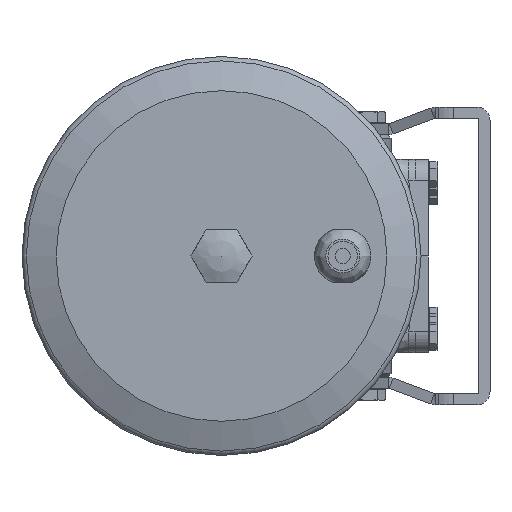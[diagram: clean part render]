
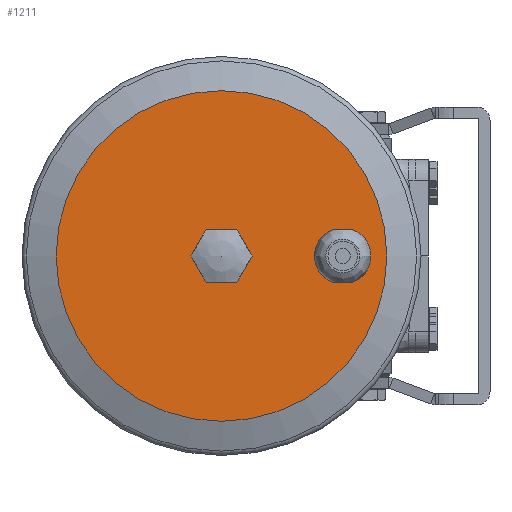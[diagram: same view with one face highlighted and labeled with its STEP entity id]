
A CAD part, left-side view. The second image highlights one B-rep face of the part: STEP entity #1211.
In plain terms, the highlighted planar face has unit normal (-1, 0, 0).
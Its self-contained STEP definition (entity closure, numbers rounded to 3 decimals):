
#1211 = ADVANCED_FACE( '', ( #3331, #3332, #3333 ), #3334, .T. );
#3331 = FACE_BOUND( '', #7425, .T. );
#3332 = FACE_OUTER_BOUND( '', #7426, .T. );
#3333 = FACE_BOUND( '', #7427, .T. );
#3334 = PLANE( '', #7428 );
#7425 = EDGE_LOOP( '', ( #19876, #19877, #19878, #19879 ) );
#7426 = EDGE_LOOP( '', ( #19880 ) );
#7427 = EDGE_LOOP( '', ( #19881, #19882, #19883, #19884, #19885, #19886 ) );
#7428 = AXIS2_PLACEMENT_3D( '', #19887, #19888, #19889 );
#19876 = ORIENTED_EDGE( '', *, *, #27117, .F. );
#19877 = ORIENTED_EDGE( '', *, *, #27041, .F. );
#19878 = ORIENTED_EDGE( '', *, *, #26926, .F. );
#19879 = ORIENTED_EDGE( '', *, *, #27118, .T. );
#19880 = ORIENTED_EDGE( '', *, *, #27119, .T. );
#19881 = ORIENTED_EDGE( '', *, *, #27120, .T. );
#19882 = ORIENTED_EDGE( '', *, *, #27121, .T. );
#19883 = ORIENTED_EDGE( '', *, *, #27122, .T. );
#19884 = ORIENTED_EDGE( '', *, *, #27123, .T. );
#19885 = ORIENTED_EDGE( '', *, *, #27124, .T. );
#19886 = ORIENTED_EDGE( '', *, *, #27125, .T. );
#19887 = CARTESIAN_POINT( '', ( -522.5, -53.2, 0. ) );
#19888 = DIRECTION( '', ( -1., 0., 0. ) );
#19889 = DIRECTION( '', ( 0., -1., 0. ) );
#26926 = EDGE_CURVE( '', #30153, #30156, #30157, .T. );
#27041 = EDGE_CURVE( '', #30156, #30355, #30356, .T. );
#27117 = EDGE_CURVE( '', #30355, #30477, #30478, .T. );
#27118 = EDGE_CURVE( '', #30153, #30477, #30479, .T. );
#27119 = EDGE_CURVE( '', #30480, #30480, #30481, .T. );
#27120 = EDGE_CURVE( '', #30482, #30483, #30484, .T. );
#27121 = EDGE_CURVE( '', #30483, #30485, #30486, .T. );
#27122 = EDGE_CURVE( '', #30485, #30487, #30488, .T. );
#27123 = EDGE_CURVE( '', #30487, #30489, #30490, .T. );
#27124 = EDGE_CURVE( '', #30489, #30491, #30492, .T. );
#27125 = EDGE_CURVE( '', #30491, #30482, #30493, .T. );
#30153 = VERTEX_POINT( '', #35034 );
#30156 = VERTEX_POINT( '', #35038 );
#30157 = CIRCLE( '', #35039, 12.8 );
#30355 = VERTEX_POINT( '', #35393 );
#30356 = LINE( '', #35394, #35395 );
#30477 = VERTEX_POINT( '', #35785 );
#30478 = CIRCLE( '', #35786, 12.8 );
#30479 = LINE( '', #35787, #35788 );
#30480 = VERTEX_POINT( '', #35789 );
#30481 = CIRCLE( '', #35790, 75. );
#30482 = VERTEX_POINT( '', #35791 );
#30483 = VERTEX_POINT( '', #35792 );
#30484 = LINE( '', #35793, #35794 );
#30485 = VERTEX_POINT( '', #35795 );
#30486 = LINE( '', #35796, #35797 );
#30487 = VERTEX_POINT( '', #35798 );
#30488 = LINE( '', #35799, #35800 );
#30489 = VERTEX_POINT( '', #35801 );
#30490 = LINE( '', #35802, #35803 );
#30491 = VERTEX_POINT( '', #35804 );
#30492 = LINE( '', #35805, #35806 );
#30493 = LINE( '', #35807, #35808 );
#35034 = CARTESIAN_POINT( '', ( -522.5, -37.654, -12. ) );
#35038 = CARTESIAN_POINT( '', ( -522.5, -37.654, 12. ) );
#35039 = AXIS2_PLACEMENT_3D( '', #44255, #44256, #44257 );
#35393 = CARTESIAN_POINT( '', ( -522.5, -28.746, 12. ) );
#35394 = CARTESIAN_POINT( '', ( -522.5, -37.654, 12. ) );
#35395 = VECTOR( '', #44390, 1000. );
#35785 = CARTESIAN_POINT( '', ( -522.5, -28.746, -12. ) );
#35786 = AXIS2_PLACEMENT_3D( '', #44457, #44458, #44459 );
#35787 = CARTESIAN_POINT( '', ( -522.5, -37.654, -12. ) );
#35788 = VECTOR( '', #44460, 1000. );
#35789 = CARTESIAN_POINT( '', ( -522.5, -53.2, 0. ) );
#35790 = AXIS2_PLACEMENT_3D( '', #44461, #44462, #44463 );
#35791 = CARTESIAN_POINT( '', ( -522.5, 28.728, -12. ) );
#35792 = CARTESIAN_POINT( '', ( -522.5, 35.656, 0. ) );
#35793 = CARTESIAN_POINT( '', ( -522.5, 28.728, -12. ) );
#35794 = VECTOR( '', #44464, 1000. );
#35795 = CARTESIAN_POINT( '', ( -522.5, 28.728, 12. ) );
#35796 = CARTESIAN_POINT( '', ( -522.5, 35.656, 0. ) );
#35797 = VECTOR( '', #44465, 1000. );
#35798 = CARTESIAN_POINT( '', ( -522.5, 14.872, 12. ) );
#35799 = CARTESIAN_POINT( '', ( -522.5, 28.728, 12. ) );
#35800 = VECTOR( '', #44466, 1000. );
#35801 = CARTESIAN_POINT( '', ( -522.5, 7.944, 0. ) );
#35802 = CARTESIAN_POINT( '', ( -522.5, 14.872, 12. ) );
#35803 = VECTOR( '', #44467, 1000. );
#35804 = CARTESIAN_POINT( '', ( -522.5, 14.872, -12. ) );
#35805 = CARTESIAN_POINT( '', ( -522.5, 7.944, 0. ) );
#35806 = VECTOR( '', #44468, 1000. );
#35807 = CARTESIAN_POINT( '', ( -522.5, 14.872, -12. ) );
#35808 = VECTOR( '', #44469, 1000. );
#44255 = CARTESIAN_POINT( '', ( -522.5, -33.2, 0. ) );
#44256 = DIRECTION( '', ( -1., 0., 0. ) );
#44257 = DIRECTION( '', ( 0., -1., 0. ) );
#44390 = DIRECTION( '', ( 0., 1., 0. ) );
#44457 = CARTESIAN_POINT( '', ( -522.5, -33.2, 0. ) );
#44458 = DIRECTION( '', ( -1., 0., 0. ) );
#44459 = DIRECTION( '', ( 0., -1., 0. ) );
#44460 = DIRECTION( '', ( 0., 1., 0. ) );
#44461 = CARTESIAN_POINT( '', ( -522.5, 21.8, 0. ) );
#44462 = DIRECTION( '', ( -1., 0., 0. ) );
#44463 = DIRECTION( '', ( 0., -1., 0. ) );
#44464 = DIRECTION( '', ( 0., 0.5, 0.866 ) );
#44465 = DIRECTION( '', ( 0., -0.5, 0.866 ) );
#44466 = DIRECTION( '', ( 0., -1., 0. ) );
#44467 = DIRECTION( '', ( 0., -0.5, -0.866 ) );
#44468 = DIRECTION( '', ( 0., 0.5, -0.866 ) );
#44469 = DIRECTION( '', ( 0., 1., 0. ) );
